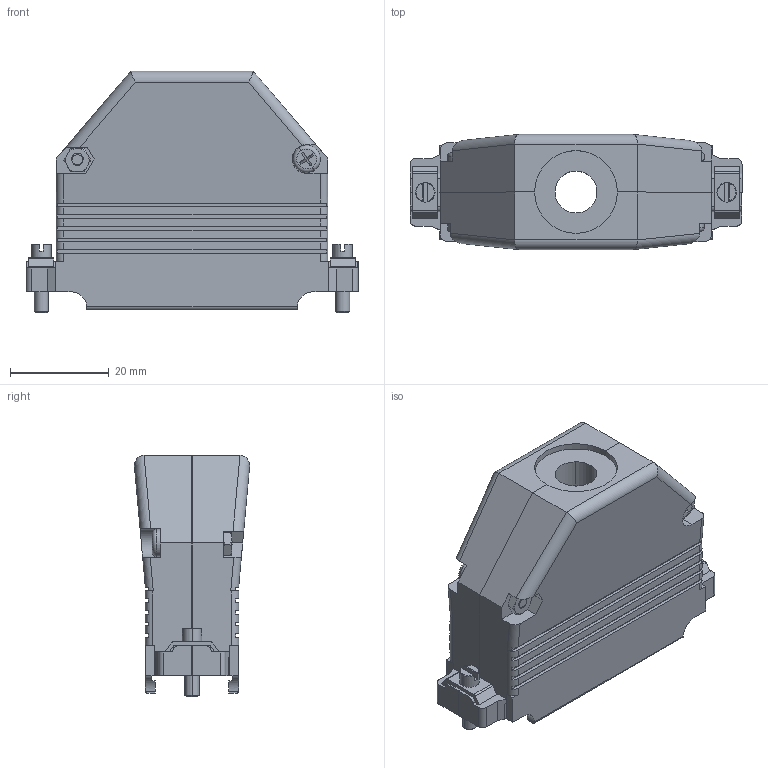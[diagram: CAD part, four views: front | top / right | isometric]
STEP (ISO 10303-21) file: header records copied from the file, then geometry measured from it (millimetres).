
FILE_DESCRIPTION (( 'STEP AP214' ), '1' );
FILE_NAME ('SDC50AG.STEP', '2010-01-14T16:02:58', ( ' ' ), ( ' ' ), 'SwSTEP 2.0', 'SolidWorks 2008', '' );
FILE_SCHEMA (( 'AUTOMOTIVE_DESIGN' ));
Length unit declared in the file: inch
Products named in the file (7): SDC50AG; 3AA02-005; 3AA01-003_3AA01-003-562; 3AA10-001; GROM-37&50-MA2_GROM-37&50-1; 3AA01-009_3AA01-009-437
Assembly tree (11 placements, depth 2):
  SDC50AG
    SDC50AG  x2
    3AA02-005  x2
    3AA01-003_3AA01-003-562  x2
    3AA10-001  x2
    GROM-37&50-MA2_GROM-37&50-1
    3AA01-009_3AA01-009-437  x2
Bounding box: 67.31 x 23.36 x 48.95 mm (x, y, z)
Volume: 17370.4 mm3; surface area: 19570.7 mm2
Topology: 11 solids, 11 shells, 457 faces, 1218 edges, 790 vertices
Faces by surface type: plane 302, cylinder 103, cone 42, torus 10
Entity records: 7811 total; most frequent: CARTESIAN_POINT 1510, ORIENTED_EDGE 1236, DIRECTION 1206, EDGE_CURVE 618, VECTOR 416, LINE 416, VERTEX_POINT 401, AXIS2_PLACEMENT_3D 395
